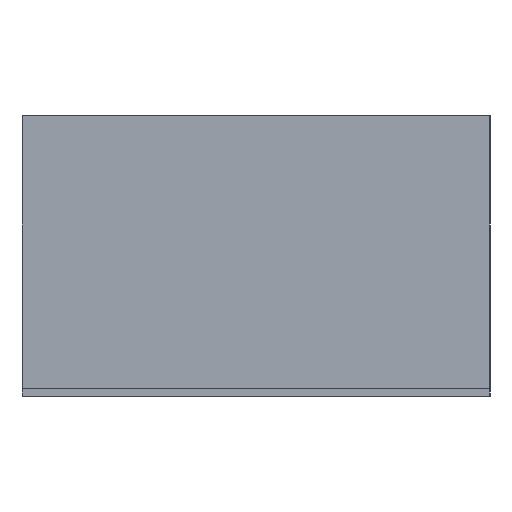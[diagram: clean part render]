
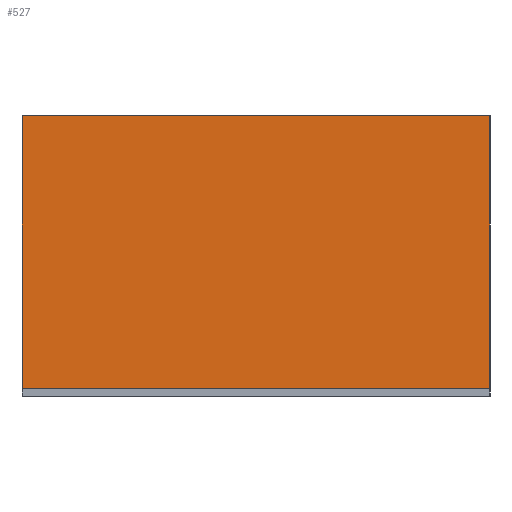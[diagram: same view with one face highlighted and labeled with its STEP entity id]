
A CAD part, left-side view. The second image highlights one B-rep face of the part: STEP entity #527.
In plain terms, the highlighted planar face has unit normal (-1, 0, 0).
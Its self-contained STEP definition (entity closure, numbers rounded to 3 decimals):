
#126 = PLANE('',#127);
#127 = AXIS2_PLACEMENT_3D('',#128,#129,#130);
#128 = CARTESIAN_POINT('',(-145.,-75.,0.));
#129 = DIRECTION('',(-1.,0.,0.));
#130 = DIRECTION('',(0.,1.,0.));
#142 = VERTEX_POINT('',#143);
#143 = CARTESIAN_POINT('',(-145.,75.,2.5));
#180 = PLANE('',#181);
#181 = AXIS2_PLACEMENT_3D('',#182,#183,#184);
#182 = CARTESIAN_POINT('',(-145.,75.,2.5));
#183 = DIRECTION('',(0.,1.,0.));
#184 = DIRECTION('',(1.,0.,0.));
#273 = VERTEX_POINT('',#274);
#274 = CARTESIAN_POINT('',(-145.,-75.,2.5));
#288 = PLANE('',#289);
#289 = AXIS2_PLACEMENT_3D('',#290,#291,#292);
#290 = CARTESIAN_POINT('',(145.,-75.,2.5));
#291 = DIRECTION('',(0.,-1.,0.));
#292 = DIRECTION('',(-1.,0.,0.));
#326 = EDGE_CURVE('',#273,#142,#327,.T.);
#327 = SURFACE_CURVE('',#328,(#332,#339),.PCURVE_S1.);
#328 = LINE('',#329,#330);
#329 = CARTESIAN_POINT('',(-145.,-75.,2.5));
#330 = VECTOR('',#331,1.);
#331 = DIRECTION('',(0.,1.,0.));
#332 = PCURVE('',#126,#333);
#333 = DEFINITIONAL_REPRESENTATION('',(#334),#338);
#334 = LINE('',#335,#336);
#335 = CARTESIAN_POINT('',(0.,-2.5));
#336 = VECTOR('',#337,1.);
#337 = DIRECTION('',(1.,0.));
#338 = ( GEOMETRIC_REPRESENTATION_CONTEXT(2) 
PARAMETRIC_REPRESENTATION_CONTEXT() REPRESENTATION_CONTEXT('2D SPACE',''
  ) );
#339 = PCURVE('',#340,#345);
#340 = PLANE('',#341);
#341 = AXIS2_PLACEMENT_3D('',#342,#343,#344);
#342 = CARTESIAN_POINT('',(-145.,-75.,2.5));
#343 = DIRECTION('',(-1.,0.,0.));
#344 = DIRECTION('',(0.,1.,0.));
#345 = DEFINITIONAL_REPRESENTATION('',(#346),#350);
#346 = LINE('',#347,#348);
#347 = CARTESIAN_POINT('',(0.,0.));
#348 = VECTOR('',#349,1.);
#349 = DIRECTION('',(1.,0.));
#350 = ( GEOMETRIC_REPRESENTATION_CONTEXT(2) 
PARAMETRIC_REPRESENTATION_CONTEXT() REPRESENTATION_CONTEXT('2D SPACE',''
  ) );
#357 = EDGE_CURVE('',#142,#358,#360,.T.);
#358 = VERTEX_POINT('',#359);
#359 = CARTESIAN_POINT('',(-145.,75.,90.));
#360 = SURFACE_CURVE('',#361,(#365,#372),.PCURVE_S1.);
#361 = LINE('',#362,#363);
#362 = CARTESIAN_POINT('',(-145.,75.,2.5));
#363 = VECTOR('',#364,1.);
#364 = DIRECTION('',(0.,0.,1.));
#365 = PCURVE('',#180,#366);
#366 = DEFINITIONAL_REPRESENTATION('',(#367),#371);
#367 = LINE('',#368,#369);
#368 = CARTESIAN_POINT('',(0.,0.));
#369 = VECTOR('',#370,1.);
#370 = DIRECTION('',(0.,-1.));
#371 = ( GEOMETRIC_REPRESENTATION_CONTEXT(2) 
PARAMETRIC_REPRESENTATION_CONTEXT() REPRESENTATION_CONTEXT('2D SPACE',''
  ) );
#372 = PCURVE('',#340,#373);
#373 = DEFINITIONAL_REPRESENTATION('',(#374),#378);
#374 = LINE('',#375,#376);
#375 = CARTESIAN_POINT('',(150.,0.));
#376 = VECTOR('',#377,1.);
#377 = DIRECTION('',(0.,-1.));
#378 = ( GEOMETRIC_REPRESENTATION_CONTEXT(2) 
PARAMETRIC_REPRESENTATION_CONTEXT() REPRESENTATION_CONTEXT('2D SPACE',''
  ) );
#396 = PLANE('',#397);
#397 = AXIS2_PLACEMENT_3D('',#398,#399,#400);
#398 = CARTESIAN_POINT('',(-145.,75.,90.));
#399 = DIRECTION('',(0.,0.,1.));
#400 = DIRECTION('',(1.,0.,0.));
#484 = VERTEX_POINT('',#485);
#485 = CARTESIAN_POINT('',(-145.,-75.,90.));
#506 = EDGE_CURVE('',#273,#484,#507,.T.);
#507 = SURFACE_CURVE('',#508,(#512,#519),.PCURVE_S1.);
#508 = LINE('',#509,#510);
#509 = CARTESIAN_POINT('',(-145.,-75.,2.5));
#510 = VECTOR('',#511,1.);
#511 = DIRECTION('',(0.,0.,1.));
#512 = PCURVE('',#288,#513);
#513 = DEFINITIONAL_REPRESENTATION('',(#514),#518);
#514 = LINE('',#515,#516);
#515 = CARTESIAN_POINT('',(290.,0.));
#516 = VECTOR('',#517,1.);
#517 = DIRECTION('',(0.,-1.));
#518 = ( GEOMETRIC_REPRESENTATION_CONTEXT(2) 
PARAMETRIC_REPRESENTATION_CONTEXT() REPRESENTATION_CONTEXT('2D SPACE',''
  ) );
#519 = PCURVE('',#340,#520);
#520 = DEFINITIONAL_REPRESENTATION('',(#521),#525);
#521 = LINE('',#522,#523);
#522 = CARTESIAN_POINT('',(0.,0.));
#523 = VECTOR('',#524,1.);
#524 = DIRECTION('',(0.,-1.));
#525 = ( GEOMETRIC_REPRESENTATION_CONTEXT(2) 
PARAMETRIC_REPRESENTATION_CONTEXT() REPRESENTATION_CONTEXT('2D SPACE',''
  ) );
#527 = ADVANCED_FACE('',(#528),#340,.T.);
#528 = FACE_BOUND('',#529,.T.);
#529 = EDGE_LOOP('',(#530,#531,#552,#553));
#530 = ORIENTED_EDGE('',*,*,#506,.T.);
#531 = ORIENTED_EDGE('',*,*,#532,.T.);
#532 = EDGE_CURVE('',#484,#358,#533,.T.);
#533 = SURFACE_CURVE('',#534,(#538,#545),.PCURVE_S1.);
#534 = LINE('',#535,#536);
#535 = CARTESIAN_POINT('',(-145.,-75.,90.));
#536 = VECTOR('',#537,1.);
#537 = DIRECTION('',(0.,1.,0.));
#538 = PCURVE('',#340,#539);
#539 = DEFINITIONAL_REPRESENTATION('',(#540),#544);
#540 = LINE('',#541,#542);
#541 = CARTESIAN_POINT('',(0.,-87.5));
#542 = VECTOR('',#543,1.);
#543 = DIRECTION('',(1.,0.));
#544 = ( GEOMETRIC_REPRESENTATION_CONTEXT(2) 
PARAMETRIC_REPRESENTATION_CONTEXT() REPRESENTATION_CONTEXT('2D SPACE',''
  ) );
#545 = PCURVE('',#396,#546);
#546 = DEFINITIONAL_REPRESENTATION('',(#547),#551);
#547 = LINE('',#548,#549);
#548 = CARTESIAN_POINT('',(0.,-150.));
#549 = VECTOR('',#550,1.);
#550 = DIRECTION('',(0.,1.));
#551 = ( GEOMETRIC_REPRESENTATION_CONTEXT(2) 
PARAMETRIC_REPRESENTATION_CONTEXT() REPRESENTATION_CONTEXT('2D SPACE',''
  ) );
#552 = ORIENTED_EDGE('',*,*,#357,.F.);
#553 = ORIENTED_EDGE('',*,*,#326,.F.);
